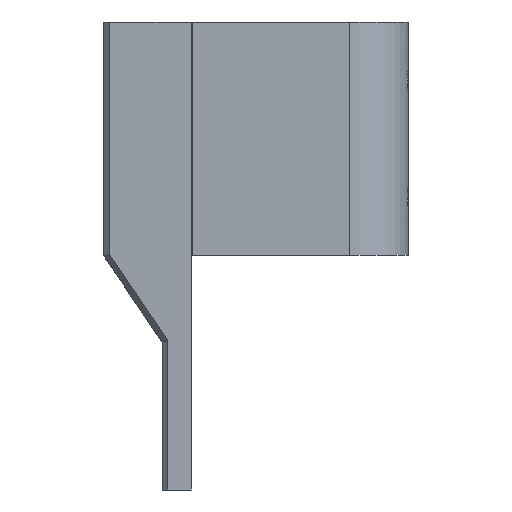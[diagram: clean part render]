
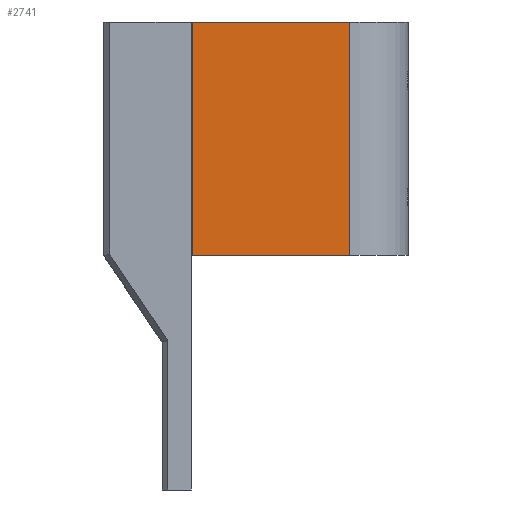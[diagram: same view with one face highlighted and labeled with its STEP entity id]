
A CAD part, left-side view. The second image highlights one B-rep face of the part: STEP entity #2741.
In plain terms, the highlighted face is planar.
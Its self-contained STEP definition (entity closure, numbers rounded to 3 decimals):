
#2676 = EDGE_CURVE('',#2677,#2679,#2681,.T.);
#2677 = VERTEX_POINT('',#2678);
#2678 = CARTESIAN_POINT('',(31.,45.209,161.498));
#2679 = VERTEX_POINT('',#2680);
#2680 = CARTESIAN_POINT('',(4.,45.209,161.498));
#2681 = LINE('',#2682,#2683);
#2682 = CARTESIAN_POINT('',(31.,45.209,161.498));
#2683 = VECTOR('',#2684,1.);
#2684 = DIRECTION('',(-1.,0.,0.));
#2741 = ADVANCED_FACE('',(#2742),#2767,.T.);
#2742 = FACE_BOUND('',#2743,.T.);
#2743 = EDGE_LOOP('',(#2744,#2754,#2760,#2761));
#2744 = ORIENTED_EDGE('',*,*,#2745,.T.);
#2745 = EDGE_CURVE('',#2746,#2748,#2750,.T.);
#2746 = VERTEX_POINT('',#2747);
#2747 = CARTESIAN_POINT('',(31.,45.209,121.498));
#2748 = VERTEX_POINT('',#2749);
#2749 = CARTESIAN_POINT('',(4.,45.209,121.498));
#2750 = LINE('',#2751,#2752);
#2751 = CARTESIAN_POINT('',(31.,45.209,121.498));
#2752 = VECTOR('',#2753,1.);
#2753 = DIRECTION('',(-1.,0.,0.));
#2754 = ORIENTED_EDGE('',*,*,#2755,.T.);
#2755 = EDGE_CURVE('',#2748,#2679,#2756,.T.);
#2756 = LINE('',#2757,#2758);
#2757 = CARTESIAN_POINT('',(4.,45.209,121.498));
#2758 = VECTOR('',#2759,1.);
#2759 = DIRECTION('',(0.,0.,1.));
#2760 = ORIENTED_EDGE('',*,*,#2676,.F.);
#2761 = ORIENTED_EDGE('',*,*,#2762,.F.);
#2762 = EDGE_CURVE('',#2746,#2677,#2763,.T.);
#2763 = LINE('',#2764,#2765);
#2764 = CARTESIAN_POINT('',(31.,45.209,121.498));
#2765 = VECTOR('',#2766,1.);
#2766 = DIRECTION('',(0.,0.,1.));
#2767 = PLANE('',#2768);
#2768 = AXIS2_PLACEMENT_3D('',#2769,#2770,#2771);
#2769 = CARTESIAN_POINT('',(31.,45.209,121.498));
#2770 = DIRECTION('',(0.,1.,0.));
#2771 = DIRECTION('',(0.,0.,1.));
